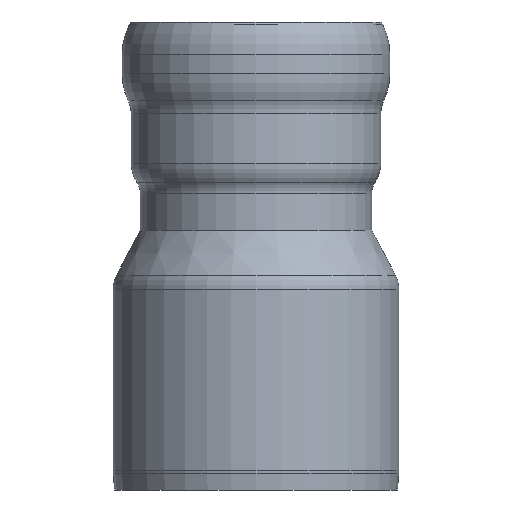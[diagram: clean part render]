
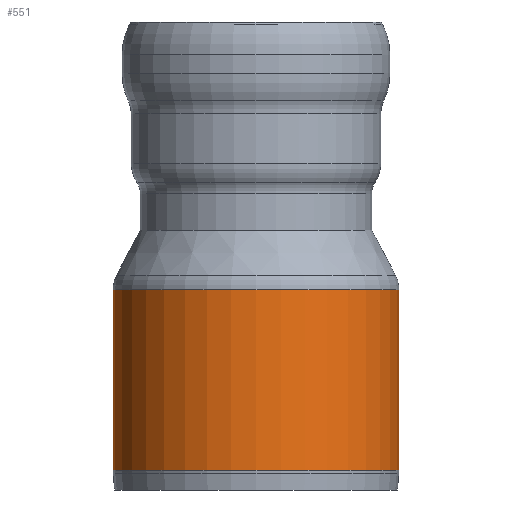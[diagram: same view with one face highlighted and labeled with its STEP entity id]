
A CAD part, front view. The second image highlights one B-rep face of the part: STEP entity #551.
In plain terms, the highlighted cylindrical face has radius 550 mm (diameter 1100 mm), a full revolution.
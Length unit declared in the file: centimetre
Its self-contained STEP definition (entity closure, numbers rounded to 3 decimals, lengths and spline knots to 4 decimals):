
#31=CYLINDRICAL_SURFACE('',#635,55.);
#42=LINE('',#1009,#59);
#59=VECTOR('',#823,55.);
#99=FACE_OUTER_BOUND('',#135,.T.);
#135=EDGE_LOOP('',(#456,#457,#458,#459,#460,#461));
#188=CIRCLE('',#630,55.);
#192=CIRCLE('',#634,55.);
#193=CIRCLE('',#636,55.);
#194=CIRCLE('',#637,55.);
#245=VERTEX_POINT('',#995);
#246=VERTEX_POINT('',#996);
#249=VERTEX_POINT('',#1005);
#250=VERTEX_POINT('',#1006);
#316=EDGE_CURVE('',#245,#246,#188,.T.);
#320=EDGE_CURVE('',#246,#245,#192,.T.);
#321=EDGE_CURVE('',#249,#250,#193,.T.);
#322=EDGE_CURVE('',#250,#249,#194,.T.);
#323=EDGE_CURVE('',#250,#246,#42,.T.);
#456=ORIENTED_EDGE('',*,*,#321,.F.);
#457=ORIENTED_EDGE('',*,*,#322,.F.);
#458=ORIENTED_EDGE('',*,*,#323,.T.);
#459=ORIENTED_EDGE('',*,*,#320,.T.);
#460=ORIENTED_EDGE('',*,*,#316,.T.);
#461=ORIENTED_EDGE('',*,*,#323,.F.);
#551=ADVANCED_FACE('',(#99),#31,.T.);
#630=AXIS2_PLACEMENT_3D('',#997,#807,#808);
#634=AXIS2_PLACEMENT_3D('',#1003,#815,#816);
#635=AXIS2_PLACEMENT_3D('',#1004,#817,#818);
#636=AXIS2_PLACEMENT_3D('',#1007,#819,#820);
#637=AXIS2_PLACEMENT_3D('',#1008,#821,#822);
#807=DIRECTION('center_axis',(0.,0.,1.));
#808=DIRECTION('ref_axis',(1.,0.,0.));
#815=DIRECTION('center_axis',(0.,0.,1.));
#816=DIRECTION('ref_axis',(1.,0.,0.));
#817=DIRECTION('center_axis',(0.,0.,1.));
#818=DIRECTION('ref_axis',(-1.,0.,0.));
#819=DIRECTION('center_axis',(0.,0.,1.));
#820=DIRECTION('ref_axis',(1.,0.,0.));
#821=DIRECTION('center_axis',(0.,0.,1.));
#822=DIRECTION('ref_axis',(1.,0.,0.));
#823=DIRECTION('',(0.,0.,-1.));
#995=CARTESIAN_POINT('',(359.0699,77.2819,-82.4761));
#996=CARTESIAN_POINT('',(414.0699,22.2819,-82.4761));
#997=CARTESIAN_POINT('Origin',(359.0699,22.2819,-82.4761));
#1003=CARTESIAN_POINT('Origin',(359.0699,22.2819,-82.4761));
#1004=CARTESIAN_POINT('Origin',(359.0699,22.2819,-47.7173));
#1005=CARTESIAN_POINT('',(359.0699,77.2819,-12.9585));
#1006=CARTESIAN_POINT('',(414.0699,22.2819,-12.9585));
#1007=CARTESIAN_POINT('Origin',(359.0699,22.2819,-12.9585));
#1008=CARTESIAN_POINT('Origin',(359.0699,22.2819,-12.9585));
#1009=CARTESIAN_POINT('',(414.0699,22.2819,-47.7173));
